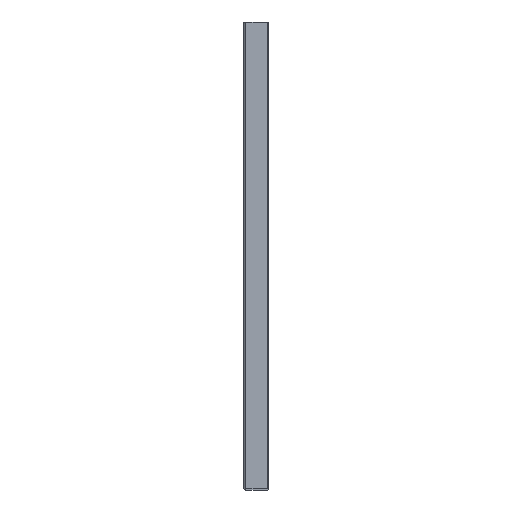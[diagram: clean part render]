
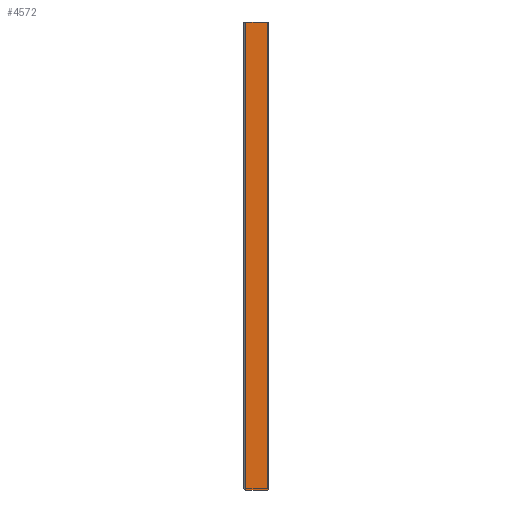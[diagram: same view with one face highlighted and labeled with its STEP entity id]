
A CAD part, left-side view. The second image highlights one B-rep face of the part: STEP entity #4572.
In plain terms, the highlighted planar face has unit normal (-1, 0, 0).
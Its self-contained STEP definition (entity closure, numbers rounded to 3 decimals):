
#259 = VECTOR ( 'NONE', #12336, 1000. ) ;
#905 = VECTOR ( 'NONE', #1966, 1000. ) ;
#939 = CARTESIAN_POINT ( 'NONE',  ( -14., -12.5, -500. ) ) ;
#1825 = LINE ( 'NONE', #12440, #12690 ) ;
#1966 = DIRECTION ( 'NONE',  ( 0., 0., -1. ) ) ;
#2177 = EDGE_CURVE ( 'NONE', #3176, #8936, #2619, .T. ) ;
#2619 = LINE ( 'NONE', #5931, #905 ) ;
#3176 = VERTEX_POINT ( 'NONE', #15370 ) ;
#3979 = VERTEX_POINT ( 'NONE', #9113 ) ;
#4477 = CARTESIAN_POINT ( 'NONE',  ( -14., -12.5, 0. ) ) ;
#4572 = ADVANCED_FACE ( 'NONE', ( #11969 ), #15563, .F. ) ;
#5488 = ORIENTED_EDGE ( 'NONE', *, *, #2177, .F. ) ;
#5931 = CARTESIAN_POINT ( 'NONE',  ( -14., -12.5, 0. ) ) ;
#6247 = CARTESIAN_POINT ( 'NONE',  ( -14., 11., 0. ) ) ;
#7231 = EDGE_CURVE ( 'NONE', #3979, #15331, #11004, .T. ) ;
#8936 = VERTEX_POINT ( 'NONE', #939 ) ;
#9113 = CARTESIAN_POINT ( 'NONE',  ( -14., 11., 0. ) ) ;
#9267 = ORIENTED_EDGE ( 'NONE', *, *, #12852, .F. ) ;
#9653 = LINE ( 'NONE', #14889, #259 ) ;
#11004 = LINE ( 'NONE', #6247, #14165 ) ;
#11408 = DIRECTION ( 'NONE',  ( 1., 0., 0. ) ) ;
#11918 = CARTESIAN_POINT ( 'NONE',  ( -14., 11., -500. ) ) ;
#11969 = FACE_OUTER_BOUND ( 'NONE', #12974, .T. ) ;
#12336 = DIRECTION ( 'NONE',  ( 0., 1., 0. ) ) ;
#12440 = CARTESIAN_POINT ( 'NONE',  ( -14., -12.5, 0. ) ) ;
#12625 = DIRECTION ( 'NONE',  ( 0., 1., 0. ) ) ;
#12690 = VECTOR ( 'NONE', #16493, 1000. ) ;
#12852 = EDGE_CURVE ( 'NONE', #3979, #3176, #1825, .T. ) ;
#12974 = EDGE_LOOP ( 'NONE', ( #5488, #9267, #13325, #14416 ) ) ;
#13040 = AXIS2_PLACEMENT_3D ( 'NONE', #4477, #11408, #12625 ) ;
#13325 = ORIENTED_EDGE ( 'NONE', *, *, #7231, .T. ) ;
#14165 = VECTOR ( 'NONE', #14275, 1000. ) ;
#14275 = DIRECTION ( 'NONE',  ( 0., 0., -1. ) ) ;
#14416 = ORIENTED_EDGE ( 'NONE', *, *, #17108, .F. ) ;
#14889 = CARTESIAN_POINT ( 'NONE',  ( -14., -12.5, -500. ) ) ;
#15331 = VERTEX_POINT ( 'NONE', #11918 ) ;
#15370 = CARTESIAN_POINT ( 'NONE',  ( -14., -12.5, 0. ) ) ;
#15563 = PLANE ( 'NONE',  #13040 ) ;
#16493 = DIRECTION ( 'NONE',  ( 0., -1., 0. ) ) ;
#17108 = EDGE_CURVE ( 'NONE', #8936, #15331, #9653, .T. ) ;
